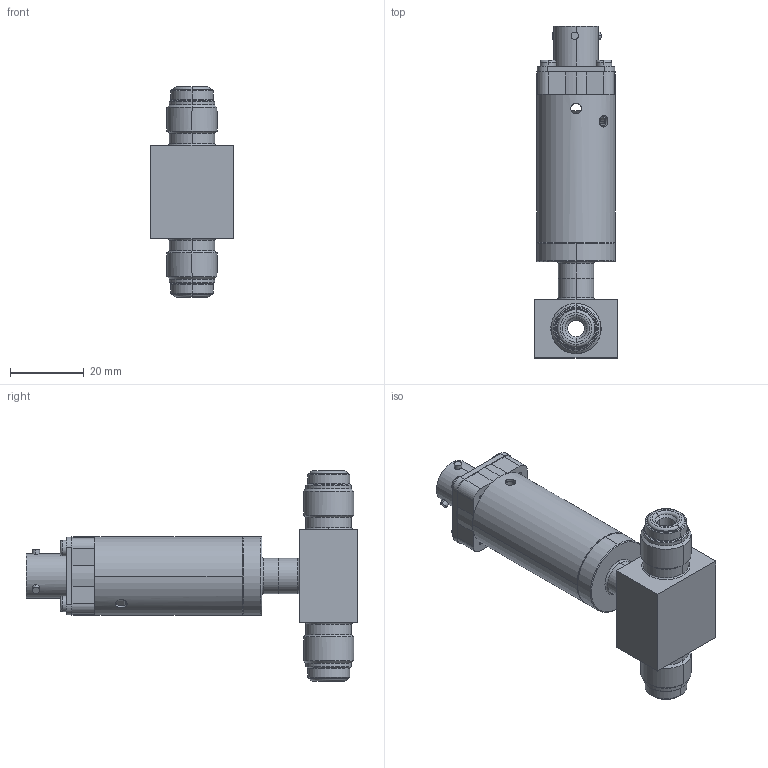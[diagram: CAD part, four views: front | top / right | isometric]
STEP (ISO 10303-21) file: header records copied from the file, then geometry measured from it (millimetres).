
FILE_DESCRIPTION (( 'STEP AP203' ), '1' );
FILE_NAME ('GFFxxxxBVM.STEP', '2015-11-05T14:04:25', ( 'mrutkowski' ), ( 'Hewlett-Packard Company' ), 'SwSTEP 2.0', 'SolidWorks 2014', '' );
FILE_SCHEMA (( 'CONFIG_CONTROL_DESIGN' ));
Length unit declared in the file: inch
Products named in the file (1): GFFxxxxBVM
Bounding box: 22.23 x 89.92 x 56.9 mm (x, y, z)
Surface area: 12879.9 mm2 (no closed solid volume)
Topology: 0 solids, 20 shells, 260 faces, 746 edges, 510 vertices
Faces by surface type: cylinder 102, plane 95, torus 36, cone 23, bspline 4
Entity records: 10177 total; most frequent: CARTESIAN_POINT 3252, DIRECTION 1500, ORIENTED_EDGE 1259, EDGE_CURVE 746, AXIS2_PLACEMENT_3D 560, VERTEX_POINT 510, VECTOR 380, LINE 380
